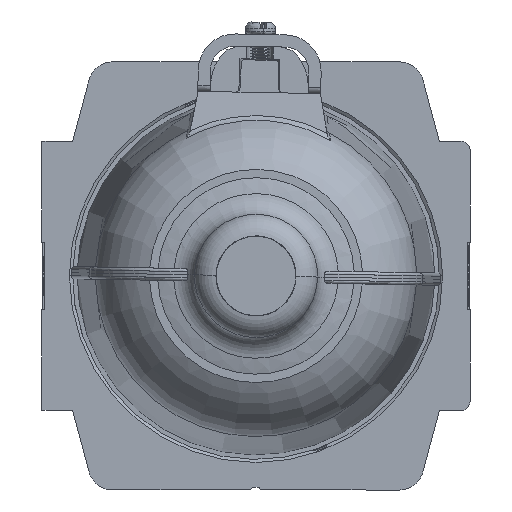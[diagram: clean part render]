
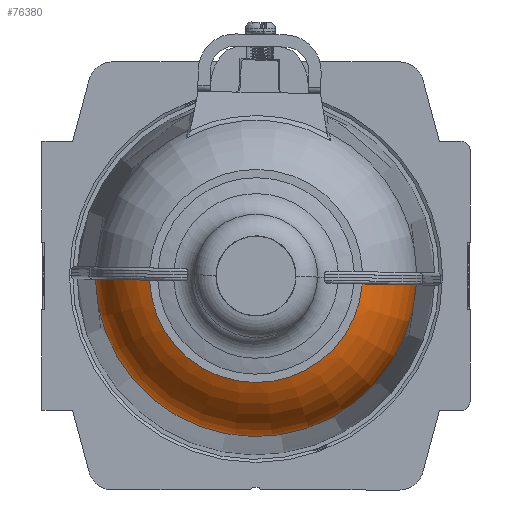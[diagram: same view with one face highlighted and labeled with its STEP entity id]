
A CAD part, front view. The second image highlights one B-rep face of the part: STEP entity #76380.
In plain terms, the highlighted toroidal (fillet/blend) face has major radius 11.274 mm and minor radius 15 mm.
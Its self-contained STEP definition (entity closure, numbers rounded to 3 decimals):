
#1118 = CARTESIAN_POINT ( 'NONE',  ( 24.132, 1., -53.874 ) ) ;
#1358 = CARTESIAN_POINT ( 'NONE',  ( 17.397, 1., -59.833 ) ) ;
#1590 = CARTESIAN_POINT ( 'NONE',  ( -24.113, 1., -53.883 ) ) ;
#3160 = CARTESIAN_POINT ( 'NONE',  ( -17.397, 1., -59.833 ) ) ;
#3714 = ORIENTED_EDGE ( 'NONE', *, *, #51871, .T. ) ;
#7038 = CARTESIAN_POINT ( 'NONE',  ( -17.397, 1., -59.833 ) ) ;
#7059 = CARTESIAN_POINT ( 'NONE',  ( 23.347, 1., -55.031 ) ) ;
#7546 = CARTESIAN_POINT ( 'NONE',  ( -24.626, 1., -52.956 ) ) ;
#12002 = CARTESIAN_POINT ( 'NONE',  ( -26.25, 1., -46.545 ) ) ;
#12978 = CARTESIAN_POINT ( 'NONE',  ( -18.688, 1., -59.253 ) ) ;
#13004 = CARTESIAN_POINT ( 'NONE',  ( 22.691, 1., -55.861 ) ) ;
#13491 = CARTESIAN_POINT ( 'NONE',  ( -25.339, 1., -51.359 ) ) ;
#15862 = ORIENTED_EDGE ( 'NONE', *, *, #31421, .T. ) ;
#16881 = CARTESIAN_POINT ( 'NONE',  ( 17.397, 1., -59.833 ) ) ;
#18716 = CARTESIAN_POINT ( 'NONE',  ( 25.98, 1., -49.336 ) ) ;
#18965 = CARTESIAN_POINT ( 'NONE',  ( 21.487, 1., -57.138 ) ) ;
#19189 = CARTESIAN_POINT ( 'NONE',  ( -21.215, 1., -57.37 ) ) ;
#19451 = CARTESIAN_POINT ( 'NONE',  ( -25.927, 1., -49.349 ) ) ;
#19692 = ORIENTED_EDGE ( 'NONE', *, *, #33028, .T. ) ;
#20903 = ORIENTED_EDGE ( 'NONE', *, *, #74621, .F. ) ;
#24648 = CARTESIAN_POINT ( 'NONE',  ( 26.213, 1., -47.96 ) ) ;
#24901 = CARTESIAN_POINT ( 'NONE',  ( 19.86, 1., -58.455 ) ) ;
#25156 = CARTESIAN_POINT ( 'NONE',  ( -21.98, 1., -56.641 ) ) ;
#25413 = CARTESIAN_POINT ( 'NONE',  ( -26.231, 1., -47.252 ) ) ;
#29661 = AXIS2_PLACEMENT_3D ( 'NONE', #39173, #33754, #75001 ) ;
#30570 = CARTESIAN_POINT ( 'NONE',  ( 25.345, 1., -51.344 ) ) ;
#30848 = CARTESIAN_POINT ( 'NONE',  ( 18.66, 1., -59.197 ) ) ;
#31088 = CARTESIAN_POINT ( 'NONE',  ( -22.919, 1., -55.606 ) ) ;
#31421 = EDGE_CURVE ( 'NONE', #34744, #71613, #40638, .T. ) ;
#32839 = DIRECTION ( 'NONE',  ( 0., 0., 1. ) ) ;
#33028 = EDGE_CURVE ( 'NONE', #71613, #60331, #65166, .T. ) ;
#33754 = DIRECTION ( 'NONE',  ( 0., 0., 1. ) ) ;
#34272 = CARTESIAN_POINT ( 'NONE',  ( 0., 0., -59.833 ) ) ;
#34744 = VERTEX_POINT ( 'NONE', #37420 ) ;
#36475 = CARTESIAN_POINT ( 'NONE',  ( 24.477, 1., -53.268 ) ) ;
#36739 = CARTESIAN_POINT ( 'NONE',  ( 17.72, 1., -59.688 ) ) ;
#36971 = CARTESIAN_POINT ( 'NONE',  ( -23.928, 1., -54.181 ) ) ;
#37420 = CARTESIAN_POINT ( 'NONE',  ( 26.25, 1., -46.545 ) ) ;
#39173 = CARTESIAN_POINT ( 'NONE',  ( 0., 0., -46.152 ) ) ;
#40200 = DIRECTION ( 'NONE',  ( 1., 0., 0. ) ) ;
#40638 = B_SPLINE_CURVE_WITH_KNOTS ( 'NONE', 3,
 ( #65882, #24648, #18716, #30570, #71769, #36475, #1118, #42389, #7059, #48292, #13004, #54234, #18965, #60208, #24901, #66133, #30848, #72036, #36739, #1358 ),
 .UNSPECIFIED., .F., .F.,
 ( 4, 2, 2, 2, 2, 2, 2, 2, 2, 4 ),
 ( 0., 0.004, 0.006, 0.008, 0.009, 0.01, 0.013, 0.015, 0.016, 0.017 ),
 .UNSPECIFIED. ) ;
#42206 = AXIS2_PLACEMENT_3D ( 'NONE', #34272, #75501, #40200 ) ;
#42389 = CARTESIAN_POINT ( 'NONE',  ( 23.551, 1., -54.747 ) ) ;
#42867 = CARTESIAN_POINT ( 'NONE',  ( -24.462, 1., -53.27 ) ) ;
#48292 = CARTESIAN_POINT ( 'NONE',  ( 22.918, 1., -55.588 ) ) ;
#48771 = CARTESIAN_POINT ( 'NONE',  ( -25.082, 1., -52.007 ) ) ;
#50027 = FACE_OUTER_BOUND ( 'NONE', #72899, .T. ) ;
#51871 = EDGE_CURVE ( 'NONE', #60331, #58248, #72077, .T. ) ;
#54234 = CARTESIAN_POINT ( 'NONE',  ( 21.988, 1., -56.65 ) ) ;
#54477 = CARTESIAN_POINT ( 'NONE',  ( -19.87, 1., -58.508 ) ) ;
#54743 = CARTESIAN_POINT ( 'NONE',  ( -25.762, 1., -50.029 ) ) ;
#58248 = VERTEX_POINT ( 'NONE', #12002 ) ;
#60208 = CARTESIAN_POINT ( 'NONE',  ( 20.423, 1., -58.041 ) ) ;
#60331 = VERTEX_POINT ( 'NONE', #3160 ) ;
#60441 = CARTESIAN_POINT ( 'NONE',  ( -21.477, 1., -57.131 ) ) ;
#60695 = CARTESIAN_POINT ( 'NONE',  ( -26.163, 1., -47.955 ) ) ;
#65166 = CIRCLE ( 'NONE', #42206, 17.426 ) ;
#65882 = CARTESIAN_POINT ( 'NONE',  ( 26.25, 1., -46.545 ) ) ;
#66133 = CARTESIAN_POINT ( 'NONE',  ( 18.966, 1., -59.019 ) ) ;
#66367 = CARTESIAN_POINT ( 'NONE',  ( -22.222, 1., -56.388 ) ) ;
#66614 = CARTESIAN_POINT ( 'NONE',  ( -26.25, 1., -46.545 ) ) ;
#68133 = CARTESIAN_POINT ( 'NONE',  ( 0., 0., -46.545 ) ) ;
#69040 = CIRCLE ( 'NONE', #73827, 26.269 ) ;
#71613 = VERTEX_POINT ( 'NONE', #16881 ) ;
#71769 = CARTESIAN_POINT ( 'NONE',  ( 25.083, 1., -52.005 ) ) ;
#72036 = CARTESIAN_POINT ( 'NONE',  ( 18.037, 1., -59.532 ) ) ;
#72077 = B_SPLINE_CURVE_WITH_KNOTS ( 'NONE', 3,
 ( #7038, #12978, #54477, #19189, #60441, #25156, #66367, #31088, #72271, #36971, #1590, #42867, #7546, #48771, #13491, #54743, #19451, #60695, #25413, #66614 ),
 .UNSPECIFIED., .F., .F.,
 ( 4, 2, 2, 2, 2, 2, 2, 2, 2, 4 ),
 ( 0., 0.004, 0.005, 0.006, 0.008, 0.009, 0.01, 0.013, 0.015, 0.017 ),
 .UNSPECIFIED. ) ;
#72271 = CARTESIAN_POINT ( 'NONE',  ( -23.346, 1., -55.054 ) ) ;
#72899 = EDGE_LOOP ( 'NONE', ( #20903, #15862, #19692, #3714 ) ) ;
#73827 = AXIS2_PLACEMENT_3D ( 'NONE', #68133, #32839, #74041 ) ;
#74041 = DIRECTION ( 'NONE',  ( 1., 0., 0. ) ) ;
#74621 = EDGE_CURVE ( 'NONE', #34744, #58248, #69040, .T. ) ;
#75001 = DIRECTION ( 'NONE',  ( 1., 0., 0. ) ) ;
#75501 = DIRECTION ( 'NONE',  ( 0., 0., 1. ) ) ;
#75885 = TOROIDAL_SURFACE ( 'NONE', #29661, 11.274, 15. ) ;
#76380 = ADVANCED_FACE ( 'NONE', ( #50027 ), #75885, .T. ) ;
